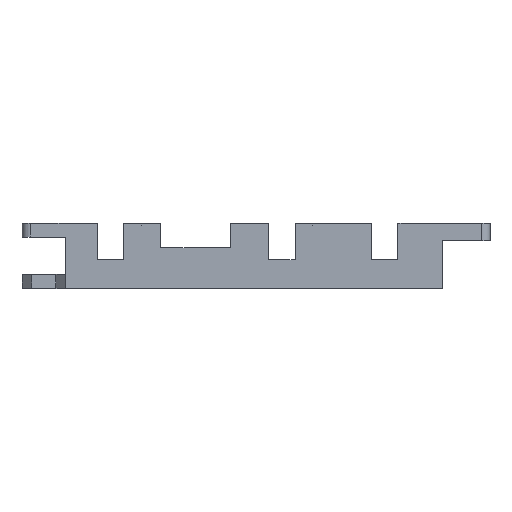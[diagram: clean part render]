
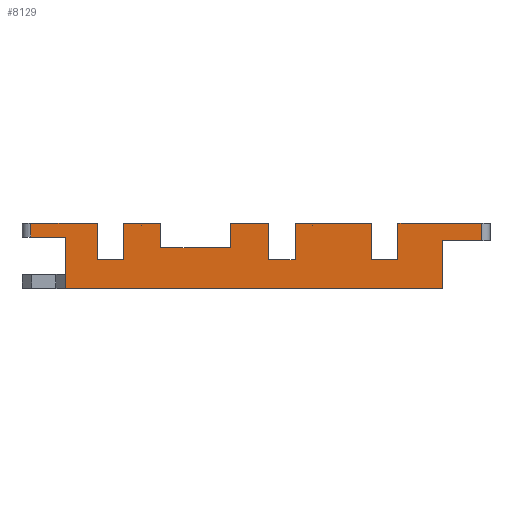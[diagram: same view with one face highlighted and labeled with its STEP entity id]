
A CAD part, top view. The second image highlights one B-rep face of the part: STEP entity #8129.
In plain terms, the highlighted planar face has unit normal (0, 0, 1).
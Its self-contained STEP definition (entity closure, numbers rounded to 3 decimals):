
#530=FACE_BOUND('',#1670,.T.);
#531=FACE_BOUND('',#1671,.T.);
#763=PLANE('',#8457);
#1193=FACE_OUTER_BOUND('',#1669,.T.);
#1669=EDGE_LOOP('',(#7466,#7467,#7468,#7469,#7470,#7471,#7472,#7473,#7474,
#7475,#7476,#7477,#7478,#7479,#7480,#7481,#7482,#7483,#7484,#7485,#7486,
#7487,#7488,#7489,#7490));
#1670=EDGE_LOOP('',(#7491,#7492,#7493));
#1671=EDGE_LOOP('',(#7494,#7495));
#1722=LINE('',#9971,#2566);
#1731=LINE('',#9989,#2575);
#1738=LINE('',#10017,#2582);
#1743=LINE('',#10029,#2587);
#1754=LINE('',#10058,#2598);
#2426=LINE('',#13879,#3270);
#2459=LINE('',#13963,#3303);
#2460=LINE('',#13966,#3304);
#2461=LINE('',#13968,#3305);
#2462=LINE('',#13969,#3306);
#2463=LINE('',#13971,#3307);
#2464=LINE('',#13973,#3308);
#2465=LINE('',#13975,#3309);
#2466=LINE('',#13977,#3310);
#2467=LINE('',#13979,#3311);
#2468=LINE('',#13981,#3312);
#2469=LINE('',#13983,#3313);
#2470=LINE('',#13985,#3314);
#2471=LINE('',#13987,#3315);
#2472=LINE('',#13989,#3316);
#2473=LINE('',#13991,#3317);
#2474=LINE('',#13992,#3318);
#2475=LINE('',#13994,#3319);
#2476=LINE('',#13995,#3320);
#2477=LINE('',#13996,#3321);
#2478=LINE('',#13999,#3322);
#2479=LINE('',#14001,#3323);
#2480=LINE('',#14002,#3324);
#2481=LINE('',#14005,#3325);
#2482=LINE('',#14006,#3326);
#2566=VECTOR('',#8514,10.);
#2575=VECTOR('',#8525,10.);
#2582=VECTOR('',#8550,10.);
#2587=VECTOR('',#8561,10.);
#2598=VECTOR('',#8588,10.);
#3270=VECTOR('',#9688,10.);
#3303=VECTOR('',#9765,10.);
#3304=VECTOR('',#9768,10.);
#3305=VECTOR('',#9769,10.);
#3306=VECTOR('',#9770,10.);
#3307=VECTOR('',#9771,10.);
#3308=VECTOR('',#9772,10.);
#3309=VECTOR('',#9773,10.);
#3310=VECTOR('',#9774,10.);
#3311=VECTOR('',#9775,10.);
#3312=VECTOR('',#9776,10.);
#3313=VECTOR('',#9777,10.);
#3314=VECTOR('',#9778,10.);
#3315=VECTOR('',#9779,10.);
#3316=VECTOR('',#9780,10.);
#3317=VECTOR('',#9781,10.);
#3318=VECTOR('',#9782,10.);
#3319=VECTOR('',#9783,10.);
#3320=VECTOR('',#9784,10.);
#3321=VECTOR('',#9785,10.);
#3322=VECTOR('',#9786,10.);
#3323=VECTOR('',#9787,10.);
#3324=VECTOR('',#9788,10.);
#3325=VECTOR('',#9789,10.);
#3326=VECTOR('',#9790,10.);
#3435=VERTEX_POINT('',#9968);
#3436=VERTEX_POINT('',#9970);
#3443=VERTEX_POINT('',#9986);
#3444=VERTEX_POINT('',#9988);
#3455=VERTEX_POINT('',#10014);
#3456=VERTEX_POINT('',#10016);
#3460=VERTEX_POINT('',#10028);
#3470=VERTEX_POINT('',#10057);
#4123=VERTEX_POINT('',#13878);
#4149=VERTEX_POINT('',#13956);
#4152=VERTEX_POINT('',#13961);
#4153=VERTEX_POINT('',#13965);
#4154=VERTEX_POINT('',#13967);
#4155=VERTEX_POINT('',#13970);
#4156=VERTEX_POINT('',#13972);
#4157=VERTEX_POINT('',#13974);
#4158=VERTEX_POINT('',#13976);
#4159=VERTEX_POINT('',#13978);
#4160=VERTEX_POINT('',#13980);
#4161=VERTEX_POINT('',#13982);
#4162=VERTEX_POINT('',#13984);
#4163=VERTEX_POINT('',#13986);
#4164=VERTEX_POINT('',#13988);
#4165=VERTEX_POINT('',#13990);
#4166=VERTEX_POINT('',#13993);
#4167=VERTEX_POINT('',#13997);
#4168=VERTEX_POINT('',#13998);
#4169=VERTEX_POINT('',#14000);
#4170=VERTEX_POINT('',#14003);
#4171=VERTEX_POINT('',#14004);
#4218=EDGE_CURVE('',#3436,#3435,#1722,.T.);
#4227=EDGE_CURVE('',#3444,#3443,#1731,.T.);
#4240=EDGE_CURVE('',#3455,#3456,#1738,.T.);
#4246=EDGE_CURVE('',#3460,#3456,#1743,.T.);
#4261=EDGE_CURVE('',#3444,#3470,#1754,.T.);
#5244=EDGE_CURVE('',#4123,#3436,#2426,.T.);
#5281=EDGE_CURVE('',#4149,#4152,#2459,.T.);
#5282=EDGE_CURVE('',#4153,#3443,#2460,.T.);
#5283=EDGE_CURVE('',#4154,#4153,#2461,.T.);
#5284=EDGE_CURVE('',#4154,#4149,#2462,.T.);
#5285=EDGE_CURVE('',#4152,#4155,#2463,.T.);
#5286=EDGE_CURVE('',#4155,#4156,#2464,.T.);
#5287=EDGE_CURVE('',#4156,#4157,#2465,.T.);
#5288=EDGE_CURVE('',#4157,#4158,#2466,.T.);
#5289=EDGE_CURVE('',#4158,#4159,#2467,.T.);
#5290=EDGE_CURVE('',#4159,#4160,#2468,.T.);
#5291=EDGE_CURVE('',#4160,#4161,#2469,.T.);
#5292=EDGE_CURVE('',#4161,#4162,#2470,.T.);
#5293=EDGE_CURVE('',#4162,#4163,#2471,.T.);
#5294=EDGE_CURVE('',#4163,#4164,#2472,.T.);
#5295=EDGE_CURVE('',#4164,#4165,#2473,.T.);
#5296=EDGE_CURVE('',#4165,#3460,#2474,.T.);
#5297=EDGE_CURVE('',#4166,#3455,#2475,.T.);
#5298=EDGE_CURVE('',#4166,#4123,#2476,.T.);
#5299=EDGE_CURVE('',#3435,#3470,#2477,.T.);
#5300=EDGE_CURVE('',#4167,#4168,#2478,.T.);
#5301=EDGE_CURVE('',#4168,#4169,#2479,.T.);
#5302=EDGE_CURVE('',#4169,#4167,#2480,.T.);
#5303=EDGE_CURVE('',#4170,#4171,#2481,.T.);
#5304=EDGE_CURVE('',#4171,#4170,#2482,.T.);
#7466=ORIENTED_EDGE('',*,*,#5282,.F.);
#7467=ORIENTED_EDGE('',*,*,#5283,.F.);
#7468=ORIENTED_EDGE('',*,*,#5284,.T.);
#7469=ORIENTED_EDGE('',*,*,#5281,.T.);
#7470=ORIENTED_EDGE('',*,*,#5285,.T.);
#7471=ORIENTED_EDGE('',*,*,#5286,.T.);
#7472=ORIENTED_EDGE('',*,*,#5287,.T.);
#7473=ORIENTED_EDGE('',*,*,#5288,.T.);
#7474=ORIENTED_EDGE('',*,*,#5289,.T.);
#7475=ORIENTED_EDGE('',*,*,#5290,.T.);
#7476=ORIENTED_EDGE('',*,*,#5291,.T.);
#7477=ORIENTED_EDGE('',*,*,#5292,.T.);
#7478=ORIENTED_EDGE('',*,*,#5293,.T.);
#7479=ORIENTED_EDGE('',*,*,#5294,.T.);
#7480=ORIENTED_EDGE('',*,*,#5295,.T.);
#7481=ORIENTED_EDGE('',*,*,#5296,.T.);
#7482=ORIENTED_EDGE('',*,*,#4246,.T.);
#7483=ORIENTED_EDGE('',*,*,#4240,.F.);
#7484=ORIENTED_EDGE('',*,*,#5297,.F.);
#7485=ORIENTED_EDGE('',*,*,#5298,.T.);
#7486=ORIENTED_EDGE('',*,*,#5244,.T.);
#7487=ORIENTED_EDGE('',*,*,#4218,.T.);
#7488=ORIENTED_EDGE('',*,*,#5299,.T.);
#7489=ORIENTED_EDGE('',*,*,#4261,.F.);
#7490=ORIENTED_EDGE('',*,*,#4227,.T.);
#7491=ORIENTED_EDGE('',*,*,#5300,.T.);
#7492=ORIENTED_EDGE('',*,*,#5301,.T.);
#7493=ORIENTED_EDGE('',*,*,#5302,.T.);
#7494=ORIENTED_EDGE('',*,*,#5303,.T.);
#7495=ORIENTED_EDGE('',*,*,#5304,.T.);
#8129=ADVANCED_FACE('',(#1193,#530,#531),#763,.T.);
#8457=AXIS2_PLACEMENT_3D('',#13964,#9766,#9767);
#8514=DIRECTION('',(0.,1.,0.));
#8525=DIRECTION('',(-1.,0.,0.));
#8550=DIRECTION('',(0.,1.,0.));
#8561=DIRECTION('',(-1.,0.,0.));
#8588=DIRECTION('',(0.,-1.,0.));
#9688=DIRECTION('',(1.,0.,0.));
#9765=DIRECTION('',(0.,1.,0.));
#9766=DIRECTION('center_axis',(0.,0.,1.));
#9767=DIRECTION('ref_axis',(1.,0.,0.));
#9768=DIRECTION('',(1.,0.,0.));
#9769=DIRECTION('',(0.,1.,0.));
#9770=DIRECTION('',(-1.,0.,0.));
#9771=DIRECTION('',(-1.,0.,0.));
#9772=DIRECTION('',(0.,-1.,0.));
#9773=DIRECTION('',(-1.,0.,0.));
#9774=DIRECTION('',(0.,1.,0.));
#9775=DIRECTION('',(-1.,0.,0.));
#9776=DIRECTION('',(0.,-1.,0.));
#9777=DIRECTION('',(-1.,0.,0.));
#9778=DIRECTION('',(0.,1.,0.));
#9779=DIRECTION('',(-1.,0.,0.));
#9780=DIRECTION('',(0.,-1.,0.));
#9781=DIRECTION('',(-1.,0.,0.));
#9782=DIRECTION('',(0.,1.,0.));
#9783=DIRECTION('',(-1.,0.,0.));
#9784=DIRECTION('',(0.,-1.,0.));
#9785=DIRECTION('',(1.,0.,0.));
#9786=DIRECTION('',(0.,1.,0.));
#9787=DIRECTION('',(1.,0.,0.));
#9788=DIRECTION('',(-0.035,-0.999,0.));
#9789=DIRECTION('',(-0.035,-0.999,0.));
#9790=DIRECTION('',(0.,1.,0.));
#9968=CARTESIAN_POINT('',(52.454,-2.884,38.));
#9970=CARTESIAN_POINT('',(52.454,-13.804,38.));
#9971=CARTESIAN_POINT('',(52.454,-5.219,38.));
#9986=CARTESIAN_POINT('',(49.254,1.116,38.));
#9988=CARTESIAN_POINT('',(61.454,1.116,38.));
#9989=CARTESIAN_POINT('',(53.454,1.116,38.));
#10014=CARTESIAN_POINT('',(-42.198,-2.084,38.));
#10016=CARTESIAN_POINT('',(-42.198,1.116,38.));
#10017=CARTESIAN_POINT('',(-42.198,-0.489,38.));
#10028=CARTESIAN_POINT('',(-26.846,1.116,38.));
#10029=CARTESIAN_POINT('',(-16.066,1.116,38.));
#10057=CARTESIAN_POINT('',(61.454,-2.884,38.));
#10058=CARTESIAN_POINT('',(61.454,-1.489,38.));
#13878=CARTESIAN_POINT('',(-34.186,-13.804,38.));
#13879=CARTESIAN_POINT('',(49.254,-13.804,38.));
#13956=CARTESIAN_POINT('',(36.282,-7.314,38.));
#13961=CARTESIAN_POINT('',(36.282,1.116,38.));
#13963=CARTESIAN_POINT('',(36.282,-1.489,38.));
#13964=CARTESIAN_POINT('Origin',(3.391,-4.094,38.));
#13965=CARTESIAN_POINT('',(42.287,1.116,38.));
#13966=CARTESIAN_POINT('',(33.254,1.116,38.));
#13967=CARTESIAN_POINT('',(42.287,-7.314,38.));
#13968=CARTESIAN_POINT('',(42.287,-7.314,38.));
#13969=CARTESIAN_POINT('',(39.054,-7.314,38.));
#13970=CARTESIAN_POINT('',(18.602,1.116,38.));
#13971=CARTESIAN_POINT('',(15.359,1.116,38.));
#13972=CARTESIAN_POINT('',(18.602,-7.314,38.));
#13973=CARTESIAN_POINT('',(18.602,7.,38.));
#13974=CARTESIAN_POINT('',(12.602,-7.314,38.));
#13975=CARTESIAN_POINT('',(9.496,-7.314,38.));
#13976=CARTESIAN_POINT('',(12.602,1.116,38.));
#13977=CARTESIAN_POINT('',(12.602,-5.204,38.));
#13978=CARTESIAN_POINT('',(3.733,1.116,38.));
#13979=CARTESIAN_POINT('',(5.779,1.116,38.));
#13980=CARTESIAN_POINT('',(3.733,-4.584,38.));
#13981=CARTESIAN_POINT('',(3.733,5.616,38.));
#13982=CARTESIAN_POINT('',(-12.267,-4.584,38.));
#13983=CARTESIAN_POINT('',(-0.438,-4.584,38.));
#13984=CARTESIAN_POINT('',(-12.267,1.116,38.));
#13985=CARTESIAN_POINT('',(-12.267,-3.339,38.));
#13986=CARTESIAN_POINT('',(-20.846,1.116,38.));
#13987=CARTESIAN_POINT('',(-6.583,1.116,38.));
#13988=CARTESIAN_POINT('',(-20.846,-7.314,38.));
#13989=CARTESIAN_POINT('',(-20.846,6.,38.));
#13990=CARTESIAN_POINT('',(-26.846,-7.314,38.));
#13991=CARTESIAN_POINT('',(-10.227,-7.314,38.));
#13992=CARTESIAN_POINT('',(-26.846,-5.204,38.));
#13993=CARTESIAN_POINT('',(-34.186,-2.084,38.));
#13994=CARTESIAN_POINT('',(-34.117,-2.084,38.));
#13995=CARTESIAN_POINT('',(-34.186,-2.084,38.));
#13996=CARTESIAN_POINT('',(28.423,-2.884,38.));
#13997=CARTESIAN_POINT('',(22.673,0.609,38.));
#13998=CARTESIAN_POINT('',(22.673,0.686,38.));
#13999=CARTESIAN_POINT('',(22.673,-6.314,38.));
#14000=CARTESIAN_POINT('',(22.676,0.686,38.));
#14001=CARTESIAN_POINT('',(22.673,0.686,38.));
#14002=CARTESIAN_POINT('',(22.676,0.686,38.));
#14003=CARTESIAN_POINT('',(-16.775,0.686,38.));
#14004=CARTESIAN_POINT('',(-16.775,0.673,38.));
#14005=CARTESIAN_POINT('',(-16.774,0.686,38.));
#14006=CARTESIAN_POINT('',(-16.775,-6.314,38.));
